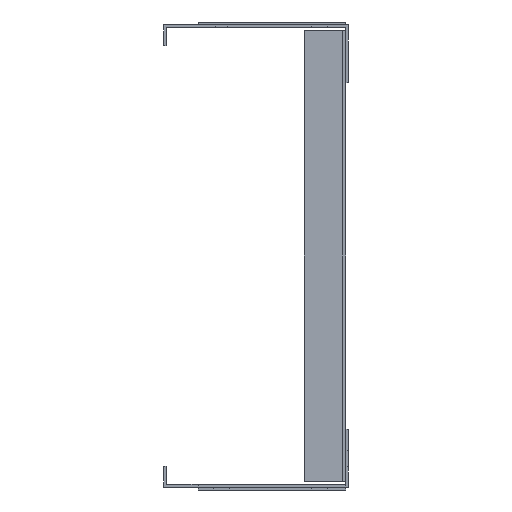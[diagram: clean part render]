
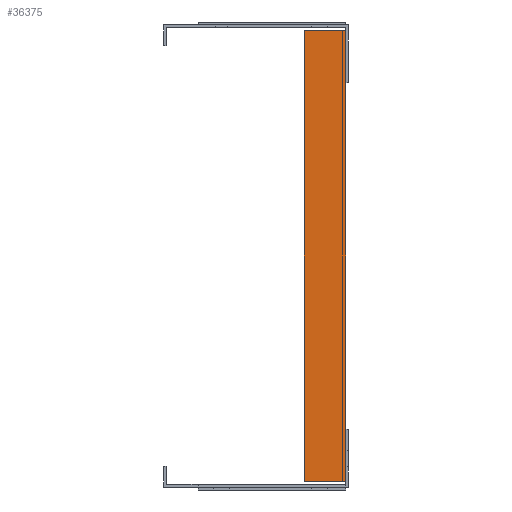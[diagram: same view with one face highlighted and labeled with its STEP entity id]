
A CAD part, left-side view. The second image highlights one B-rep face of the part: STEP entity #36375.
In plain terms, the highlighted planar face has unit normal (-1, 0, 0).
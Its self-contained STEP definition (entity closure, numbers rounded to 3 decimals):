
#802 = DIRECTION ( 'NONE',  ( 0., -1., 0. ) ) ;
#1373 = LINE ( 'NONE', #23624, #14232 ) ;
#1918 = ORIENTED_EDGE ( 'NONE', *, *, #45818, .F. ) ;
#2032 = VERTEX_POINT ( 'NONE', #31135 ) ;
#4270 = DIRECTION ( 'NONE',  ( 0., 1., 0. ) ) ;
#5171 = CARTESIAN_POINT ( 'NONE',  ( -1653.776, 158.497, -163.6 ) ) ;
#5799 = ORIENTED_EDGE ( 'NONE', *, *, #5999, .T. ) ;
#5999 = EDGE_CURVE ( 'NONE', #2032, #48753, #39659, .T. ) ;
#7098 = PLANE ( 'NONE',  #22745 ) ;
#8730 = VECTOR ( 'NONE', #18042, 1000. ) ;
#9222 = VECTOR ( 'NONE', #802, 1000. ) ;
#9437 = VECTOR ( 'NONE', #37584, 1000. ) ;
#11935 = DIRECTION ( 'NONE',  ( 1., 0., 0. ) ) ;
#14232 = VECTOR ( 'NONE', #56931, 1000. ) ;
#15134 = DIRECTION ( 'NONE',  ( 0., -1., 0. ) ) ;
#16607 = DIRECTION ( 'NONE',  ( 0., 0., -1. ) ) ;
#16746 = EDGE_CURVE ( 'NONE', #24468, #23747, #48270, .T. ) ;
#17225 = CARTESIAN_POINT ( 'NONE',  ( -1653.776, 158.597, -163.6 ) ) ;
#18024 = ORIENTED_EDGE ( 'NONE', *, *, #46796, .T. ) ;
#18042 = DIRECTION ( 'NONE',  ( 0., 0., -1. ) ) ;
#18422 = CARTESIAN_POINT ( 'NONE',  ( -1653.776, 158.497, -188.221 ) ) ;
#20394 = EDGE_LOOP ( 'NONE', ( #29211, #61955, #55160, #28710, #5799, #1918, #42335, #18024 ) ) ;
#20561 = VERTEX_POINT ( 'NONE', #46345 ) ;
#20651 = LINE ( 'NONE', #18422, #9437 ) ;
#21682 = EDGE_CURVE ( 'NONE', #23169, #2032, #1373, .T. ) ;
#21919 = LINE ( 'NONE', #58010, #9222 ) ;
#22104 = CARTESIAN_POINT ( 'NONE',  ( -1653.776, 176.497, -186.1 ) ) ;
#22745 = AXIS2_PLACEMENT_3D ( 'NONE', #40511, #11935, #45287 ) ;
#23169 = VERTEX_POINT ( 'NONE', #24146 ) ;
#23225 = VECTOR ( 'NONE', #16607, 1000. ) ;
#23573 = LINE ( 'NONE', #28127, #47427 ) ;
#23624 = CARTESIAN_POINT ( 'NONE',  ( -1653.776, 176.497, 8.9 ) ) ;
#23747 = VERTEX_POINT ( 'NONE', #37288 ) ;
#24146 = CARTESIAN_POINT ( 'NONE',  ( -1653.776, 176.497, 8.9 ) ) ;
#24468 = VERTEX_POINT ( 'NONE', #53385 ) ;
#25467 = EDGE_CURVE ( 'NONE', #23747, #20561, #33358, .T. ) ;
#26793 = FACE_OUTER_BOUND ( 'NONE', #20394, .T. ) ;
#28127 = CARTESIAN_POINT ( 'NONE',  ( -1653.776, 158.597, -163.6 ) ) ;
#28710 = ORIENTED_EDGE ( 'NONE', *, *, #21682, .T. ) ;
#29211 = ORIENTED_EDGE ( 'NONE', *, *, #25467, .F. ) ;
#29254 = CARTESIAN_POINT ( 'NONE',  ( -1653.776, 158.597, -13.6 ) ) ;
#30274 = EDGE_CURVE ( 'NONE', #61767, #45936, #23573, .T. ) ;
#30769 = CARTESIAN_POINT ( 'NONE',  ( -1653.776, 158.597, -188.6 ) ) ;
#31135 = CARTESIAN_POINT ( 'NONE',  ( -1653.776, 176.497, -186.1 ) ) ;
#32197 = CARTESIAN_POINT ( 'NONE',  ( -1653.776, 158.597, 11.4 ) ) ;
#33358 = LINE ( 'NONE', #29254, #55659 ) ;
#35909 = LINE ( 'NONE', #30769, #23225 ) ;
#36375 = ADVANCED_FACE ( 'NONE', ( #26793 ), #7098, .F. ) ;
#37288 = CARTESIAN_POINT ( 'NONE',  ( -1653.776, 158.597, -13.6 ) ) ;
#37584 = DIRECTION ( 'NONE',  ( 0., 0., 1. ) ) ;
#39659 = LINE ( 'NONE', #22104, #52286 ) ;
#40511 = CARTESIAN_POINT ( 'NONE',  ( -1653.776, 176.497, 8.9 ) ) ;
#42335 = ORIENTED_EDGE ( 'NONE', *, *, #30274, .F. ) ;
#45287 = DIRECTION ( 'NONE',  ( 0., 0., -1. ) ) ;
#45818 = EDGE_CURVE ( 'NONE', #45936, #48753, #35909, .T. ) ;
#45936 = VERTEX_POINT ( 'NONE', #17225 ) ;
#46345 = CARTESIAN_POINT ( 'NONE',  ( -1653.776, 158.497, -13.6 ) ) ;
#46796 = EDGE_CURVE ( 'NONE', #61767, #20561, #20651, .T. ) ;
#47427 = VECTOR ( 'NONE', #4270, 1000. ) ;
#48270 = LINE ( 'NONE', #32197, #8730 ) ;
#48753 = VERTEX_POINT ( 'NONE', #48797 ) ;
#48797 = CARTESIAN_POINT ( 'NONE',  ( -1653.776, 158.597, -186.1 ) ) ;
#52286 = VECTOR ( 'NONE', #55400, 1000. ) ;
#53385 = CARTESIAN_POINT ( 'NONE',  ( -1653.776, 158.597, 8.9 ) ) ;
#53973 = EDGE_CURVE ( 'NONE', #23169, #24468, #21919, .T. ) ;
#55160 = ORIENTED_EDGE ( 'NONE', *, *, #53973, .F. ) ;
#55400 = DIRECTION ( 'NONE',  ( 0., -1., 0. ) ) ;
#55659 = VECTOR ( 'NONE', #15134, 1000. ) ;
#56931 = DIRECTION ( 'NONE',  ( 0., 0., -1. ) ) ;
#58010 = CARTESIAN_POINT ( 'NONE',  ( -1653.776, 176.497, 8.9 ) ) ;
#61767 = VERTEX_POINT ( 'NONE', #5171 ) ;
#61955 = ORIENTED_EDGE ( 'NONE', *, *, #16746, .F. ) ;
